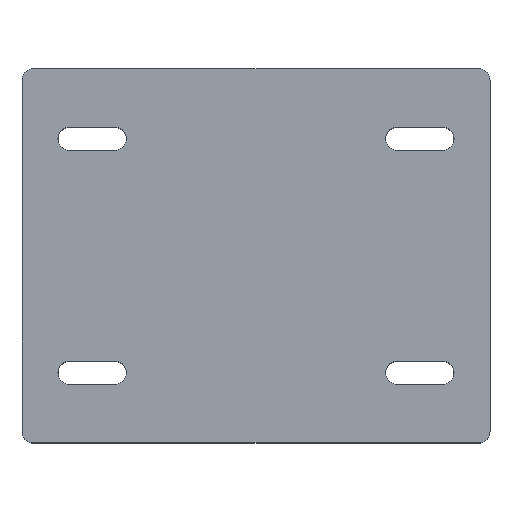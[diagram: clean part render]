
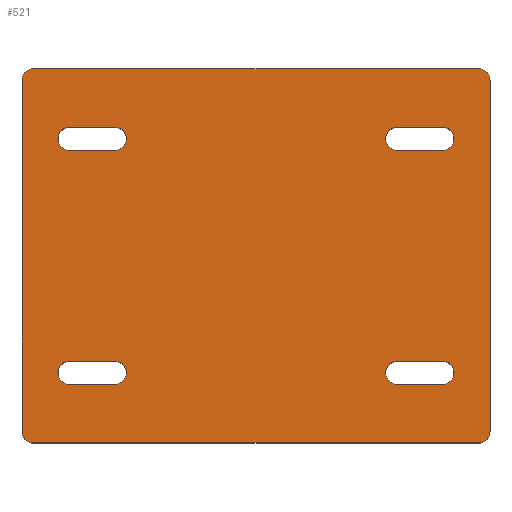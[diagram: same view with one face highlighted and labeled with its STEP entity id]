
A CAD part, top view. The second image highlights one B-rep face of the part: STEP entity #521.
In plain terms, the highlighted planar face has unit normal (0, 0, 1).
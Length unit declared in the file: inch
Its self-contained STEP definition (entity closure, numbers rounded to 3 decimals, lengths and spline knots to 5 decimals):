
#19=FACE_BOUND('',#114,.T.);
#20=FACE_BOUND('',#115,.T.);
#21=FACE_BOUND('',#116,.T.);
#22=FACE_BOUND('',#117,.T.);
#28=CIRCLE('',#541,0.125);
#30=CIRCLE('',#545,0.125);
#32=CIRCLE('',#549,0.125);
#34=CIRCLE('',#553,0.125);
#36=CIRCLE('',#557,0.125);
#38=CIRCLE('',#561,0.125);
#40=CIRCLE('',#564,0.125);
#42=CIRCLE('',#568,0.125);
#44=CIRCLE('',#573,0.125);
#46=CIRCLE('',#577,0.125);
#48=CIRCLE('',#581,0.125);
#50=CIRCLE('',#585,0.125);
#87=FACE_OUTER_BOUND('',#113,.T.);
#113=EDGE_LOOP('',(#435,#436,#437,#438,#439,#440,#441,#442));
#114=EDGE_LOOP('',(#443,#444,#445,#446));
#115=EDGE_LOOP('',(#447,#448,#449,#450));
#116=EDGE_LOOP('',(#451,#452,#453,#454));
#117=EDGE_LOOP('',(#455,#456,#457,#458));
#125=LINE('',#752,#173);
#129=LINE('',#764,#177);
#133=LINE('',#776,#181);
#137=LINE('',#788,#185);
#141=LINE('',#800,#189);
#145=LINE('',#812,#193);
#150=LINE('',#830,#198);
#154=LINE('',#840,#202);
#157=LINE('',#848,#205);
#161=LINE('',#860,#209);
#165=LINE('',#872,#213);
#169=LINE('',#884,#217);
#173=VECTOR('',#597,0.3937);
#177=VECTOR('',#609,0.3937);
#181=VECTOR('',#621,0.3937);
#185=VECTOR('',#633,0.3937);
#189=VECTOR('',#645,0.3937);
#193=VECTOR('',#657,0.3937);
#198=VECTOR('',#676,0.3937);
#202=VECTOR('',#688,0.3937);
#205=VECTOR('',#693,0.3937);
#209=VECTOR('',#705,0.3937);
#213=VECTOR('',#717,0.3937);
#217=VECTOR('',#729,0.3937);
#221=VERTEX_POINT('',#749);
#222=VERTEX_POINT('',#751);
#224=VERTEX_POINT('',#757);
#226=VERTEX_POINT('',#763);
#229=VERTEX_POINT('',#773);
#230=VERTEX_POINT('',#775);
#232=VERTEX_POINT('',#781);
#234=VERTEX_POINT('',#787);
#237=VERTEX_POINT('',#797);
#238=VERTEX_POINT('',#799);
#240=VERTEX_POINT('',#805);
#242=VERTEX_POINT('',#811);
#245=VERTEX_POINT('',#821);
#246=VERTEX_POINT('',#823);
#248=VERTEX_POINT('',#829);
#250=VERTEX_POINT('',#835);
#253=VERTEX_POINT('',#845);
#254=VERTEX_POINT('',#847);
#256=VERTEX_POINT('',#853);
#258=VERTEX_POINT('',#859);
#260=VERTEX_POINT('',#865);
#262=VERTEX_POINT('',#871);
#264=VERTEX_POINT('',#877);
#266=VERTEX_POINT('',#883);
#269=EDGE_CURVE('',#222,#221,#125,.T.);
#272=EDGE_CURVE('',#224,#222,#28,.T.);
#275=EDGE_CURVE('',#226,#224,#129,.T.);
#278=EDGE_CURVE('',#221,#226,#30,.T.);
#281=EDGE_CURVE('',#230,#229,#133,.T.);
#284=EDGE_CURVE('',#232,#230,#32,.T.);
#287=EDGE_CURVE('',#234,#232,#137,.T.);
#290=EDGE_CURVE('',#229,#234,#34,.T.);
#293=EDGE_CURVE('',#238,#237,#141,.T.);
#296=EDGE_CURVE('',#240,#238,#36,.T.);
#299=EDGE_CURVE('',#242,#240,#145,.T.);
#302=EDGE_CURVE('',#237,#242,#38,.T.);
#305=EDGE_CURVE('',#246,#245,#40,.T.);
#308=EDGE_CURVE('',#248,#246,#150,.T.);
#311=EDGE_CURVE('',#250,#248,#42,.T.);
#314=EDGE_CURVE('',#245,#250,#154,.T.);
#317=EDGE_CURVE('',#254,#253,#157,.T.);
#320=EDGE_CURVE('',#256,#254,#44,.T.);
#323=EDGE_CURVE('',#258,#256,#161,.T.);
#326=EDGE_CURVE('',#260,#258,#46,.T.);
#329=EDGE_CURVE('',#262,#260,#165,.T.);
#332=EDGE_CURVE('',#264,#262,#48,.T.);
#335=EDGE_CURVE('',#266,#264,#169,.T.);
#338=EDGE_CURVE('',#253,#266,#50,.T.);
#435=ORIENTED_EDGE('',*,*,#338,.T.);
#436=ORIENTED_EDGE('',*,*,#335,.T.);
#437=ORIENTED_EDGE('',*,*,#332,.T.);
#438=ORIENTED_EDGE('',*,*,#329,.T.);
#439=ORIENTED_EDGE('',*,*,#326,.T.);
#440=ORIENTED_EDGE('',*,*,#323,.T.);
#441=ORIENTED_EDGE('',*,*,#320,.T.);
#442=ORIENTED_EDGE('',*,*,#317,.T.);
#443=ORIENTED_EDGE('',*,*,#314,.T.);
#444=ORIENTED_EDGE('',*,*,#311,.T.);
#445=ORIENTED_EDGE('',*,*,#308,.T.);
#446=ORIENTED_EDGE('',*,*,#305,.T.);
#447=ORIENTED_EDGE('',*,*,#302,.T.);
#448=ORIENTED_EDGE('',*,*,#299,.T.);
#449=ORIENTED_EDGE('',*,*,#296,.T.);
#450=ORIENTED_EDGE('',*,*,#293,.T.);
#451=ORIENTED_EDGE('',*,*,#290,.T.);
#452=ORIENTED_EDGE('',*,*,#287,.T.);
#453=ORIENTED_EDGE('',*,*,#284,.T.);
#454=ORIENTED_EDGE('',*,*,#281,.T.);
#455=ORIENTED_EDGE('',*,*,#278,.T.);
#456=ORIENTED_EDGE('',*,*,#275,.T.);
#457=ORIENTED_EDGE('',*,*,#272,.T.);
#458=ORIENTED_EDGE('',*,*,#269,.T.);
#495=PLANE('',#586);
#521=ADVANCED_FACE('',(#87,#19,#20,#21,#22),#495,.T.);
#541=AXIS2_PLACEMENT_3D('',#758,#603,#604);
#545=AXIS2_PLACEMENT_3D('',#768,#615,#616);
#549=AXIS2_PLACEMENT_3D('',#782,#627,#628);
#553=AXIS2_PLACEMENT_3D('',#792,#639,#640);
#557=AXIS2_PLACEMENT_3D('',#806,#651,#652);
#561=AXIS2_PLACEMENT_3D('',#816,#663,#664);
#564=AXIS2_PLACEMENT_3D('',#824,#670,#671);
#568=AXIS2_PLACEMENT_3D('',#836,#682,#683);
#573=AXIS2_PLACEMENT_3D('',#854,#699,#700);
#577=AXIS2_PLACEMENT_3D('',#866,#711,#712);
#581=AXIS2_PLACEMENT_3D('',#878,#723,#724);
#585=AXIS2_PLACEMENT_3D('',#888,#735,#736);
#586=AXIS2_PLACEMENT_3D('',#889,#737,#738);
#597=DIRECTION('',(-1.,0.,0.));
#603=DIRECTION('center_axis',(0.,0.,-1.));
#604=DIRECTION('ref_axis',(0.,-1.,0.));
#609=DIRECTION('',(1.,0.,0.));
#615=DIRECTION('center_axis',(0.,0.,-1.));
#616=DIRECTION('ref_axis',(0.,1.,0.));
#621=DIRECTION('',(1.,0.,0.));
#627=DIRECTION('center_axis',(0.,0.,-1.));
#628=DIRECTION('ref_axis',(0.,1.,0.));
#633=DIRECTION('',(-1.,0.,0.));
#639=DIRECTION('center_axis',(0.,0.,-1.));
#640=DIRECTION('ref_axis',(0.,-1.,0.));
#645=DIRECTION('',(-1.,0.,0.));
#651=DIRECTION('center_axis',(0.,0.,-1.));
#652=DIRECTION('ref_axis',(0.,-1.,0.));
#657=DIRECTION('',(1.,0.,0.));
#663=DIRECTION('center_axis',(0.,0.,-1.));
#664=DIRECTION('ref_axis',(0.,1.,0.));
#670=DIRECTION('center_axis',(0.,0.,-1.));
#671=DIRECTION('ref_axis',(0.,1.,0.));
#676=DIRECTION('',(-1.,0.,0.));
#682=DIRECTION('center_axis',(0.,0.,-1.));
#683=DIRECTION('ref_axis',(0.,-1.,0.));
#688=DIRECTION('',(1.,0.,0.));
#693=DIRECTION('',(-1.,0.,0.));
#699=DIRECTION('center_axis',(0.,0.,1.));
#700=DIRECTION('ref_axis',(1.,0.,0.));
#705=DIRECTION('',(0.,1.,0.));
#711=DIRECTION('center_axis',(0.,0.,1.));
#712=DIRECTION('ref_axis',(0.,-1.,0.));
#717=DIRECTION('',(1.,0.,0.));
#723=DIRECTION('center_axis',(0.,0.,1.));
#724=DIRECTION('ref_axis',(-1.,0.,0.));
#729=DIRECTION('',(0.,-1.,0.));
#735=DIRECTION('center_axis',(0.,0.,1.));
#736=DIRECTION('ref_axis',(0.,1.,0.));
#737=DIRECTION('center_axis',(0.,0.,1.));
#738=DIRECTION('ref_axis',(1.,0.,0.));
#749=CARTESIAN_POINT('',(4.00896,0.625,3.));
#751=CARTESIAN_POINT('',(4.49104,0.625,3.));
#752=CARTESIAN_POINT('',(4.49104,0.625,3.));
#757=CARTESIAN_POINT('',(4.49104,0.875,3.));
#758=CARTESIAN_POINT('Origin',(4.49104,0.75,3.));
#763=CARTESIAN_POINT('',(4.00896,0.875,3.));
#764=CARTESIAN_POINT('',(4.00896,0.875,3.));
#768=CARTESIAN_POINT('Origin',(4.00896,0.75,3.));
#773=CARTESIAN_POINT('',(0.99104,3.375,3.));
#775=CARTESIAN_POINT('',(0.50896,3.375,3.));
#776=CARTESIAN_POINT('',(0.50896,3.375,3.));
#781=CARTESIAN_POINT('',(0.50896,3.125,3.));
#782=CARTESIAN_POINT('Origin',(0.50896,3.25,3.));
#787=CARTESIAN_POINT('',(0.99104,3.125,3.));
#788=CARTESIAN_POINT('',(0.99104,3.125,3.));
#792=CARTESIAN_POINT('Origin',(0.99104,3.25,3.));
#797=CARTESIAN_POINT('',(0.50896,0.625,3.));
#799=CARTESIAN_POINT('',(0.99104,0.625,3.));
#800=CARTESIAN_POINT('',(0.50896,0.625,3.));
#805=CARTESIAN_POINT('',(0.99104,0.875,3.));
#806=CARTESIAN_POINT('Origin',(0.99104,0.75,3.));
#811=CARTESIAN_POINT('',(0.50896,0.875,3.));
#812=CARTESIAN_POINT('',(0.99104,0.875,3.));
#816=CARTESIAN_POINT('Origin',(0.50896,0.75,3.));
#821=CARTESIAN_POINT('',(4.00896,3.375,3.));
#823=CARTESIAN_POINT('',(4.00896,3.125,3.));
#824=CARTESIAN_POINT('Origin',(4.00896,3.25,3.));
#829=CARTESIAN_POINT('',(4.49104,3.125,3.));
#830=CARTESIAN_POINT('',(4.00896,3.125,3.));
#835=CARTESIAN_POINT('',(4.49104,3.375,3.));
#836=CARTESIAN_POINT('Origin',(4.49104,3.25,3.));
#840=CARTESIAN_POINT('',(4.49104,3.375,3.));
#845=CARTESIAN_POINT('',(0.125,4.,3.));
#847=CARTESIAN_POINT('',(4.875,4.,3.));
#848=CARTESIAN_POINT('',(4.875,4.,3.));
#853=CARTESIAN_POINT('',(5.,3.875,3.));
#854=CARTESIAN_POINT('Origin',(4.875,3.875,3.));
#859=CARTESIAN_POINT('',(5.,0.125,3.));
#860=CARTESIAN_POINT('',(5.,0.125,3.));
#865=CARTESIAN_POINT('',(4.875,0.,3.));
#866=CARTESIAN_POINT('Origin',(4.875,0.125,3.));
#871=CARTESIAN_POINT('',(0.125,0.,3.));
#872=CARTESIAN_POINT('',(0.125,0.,3.));
#877=CARTESIAN_POINT('',(0.,0.125,3.));
#878=CARTESIAN_POINT('Origin',(0.125,0.125,3.));
#883=CARTESIAN_POINT('',(0.,3.875,3.));
#884=CARTESIAN_POINT('',(0.,3.875,3.));
#888=CARTESIAN_POINT('Origin',(0.125,3.875,3.));
#889=CARTESIAN_POINT('Origin',(2.5,2.,3.));
